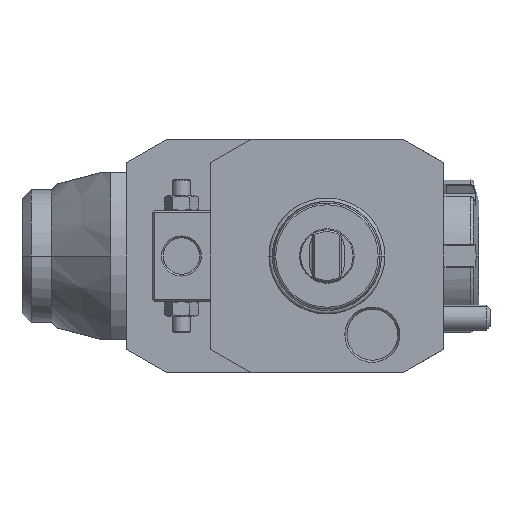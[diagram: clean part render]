
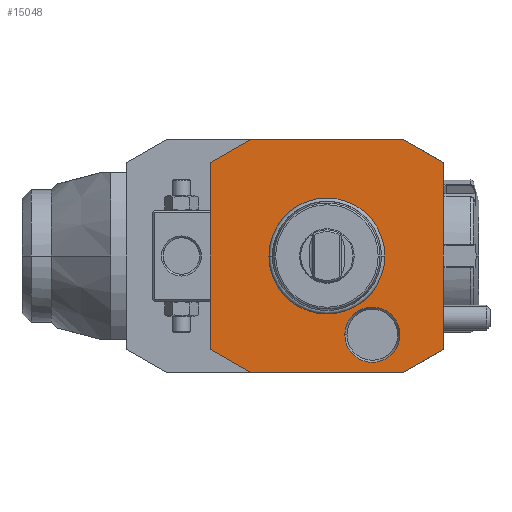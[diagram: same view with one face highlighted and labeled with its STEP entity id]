
A CAD part, front view. The second image highlights one B-rep face of the part: STEP entity #15048.
In plain terms, the highlighted planar face has unit normal (0, -1, 0).
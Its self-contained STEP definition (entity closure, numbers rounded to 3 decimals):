
#4677=DIRECTION('',(0.866,0.,0.5));
#4678=VECTOR('',#4677,12.702);
#4679=CARTESIAN_POINT('',(44.,-41.,-32.));
#4680=LINE('',#4679,#4678);
#4681=DIRECTION('',(1.,0.,0.));
#4682=VECTOR('',#4681,42.);
#4683=CARTESIAN_POINT('',(2.,-41.,-32.));
#4684=LINE('',#4683,#4682);
#4685=DIRECTION('',(0.866,0.,-0.5));
#4686=VECTOR('',#4685,12.702);
#4687=CARTESIAN_POINT('',(-9.,-41.,-25.649));
#4688=LINE('',#4687,#4686);
#4689=DIRECTION('',(0.,0.,-1.));
#4690=VECTOR('',#4689,51.298);
#4691=CARTESIAN_POINT('',(-9.,-41.,25.649));
#4692=LINE('',#4691,#4690);
#4693=DIRECTION('',(-0.866,0.,-0.5));
#4694=VECTOR('',#4693,12.702);
#4695=CARTESIAN_POINT('',(2.,-41.,32.));
#4696=LINE('',#4695,#4694);
#4697=DIRECTION('',(-1.,0.,0.));
#4698=VECTOR('',#4697,42.);
#4699=CARTESIAN_POINT('',(44.,-41.,32.));
#4700=LINE('',#4699,#4698);
#4701=DIRECTION('',(-0.866,0.,0.5));
#4702=VECTOR('',#4701,12.702);
#4703=CARTESIAN_POINT('',(55.,-41.,25.649));
#4704=LINE('',#4703,#4702);
#4705=DIRECTION('',(0.,0.,1.));
#4706=VECTOR('',#4705,51.298);
#4707=CARTESIAN_POINT('',(55.,-41.,-25.649));
#4708=LINE('',#4707,#4706);
#4709=CARTESIAN_POINT('',(35.5,-41.,-21.651));
#4710=DIRECTION('',(0.,1.,0.));
#4711=DIRECTION('',(-1.,0.,0.));
#4712=AXIS2_PLACEMENT_3D('',#4709,#4710,#4711);
#4714=CARTESIAN_POINT('',(35.5,-41.,-21.651));
#4715=DIRECTION('',(0.,1.,0.));
#4716=DIRECTION('',(1.,0.,0.));
#4717=AXIS2_PLACEMENT_3D('',#4714,#4715,#4716);
#6983=CARTESIAN_POINT('',(23.,-41.,0.));
#6984=DIRECTION('',(0.,-1.,0.));
#6985=DIRECTION('',(1.,0.,0.));
#6986=AXIS2_PLACEMENT_3D('',#6983,#6984,#6985);
#6988=CARTESIAN_POINT('',(23.,-41.,0.));
#6989=DIRECTION('',(0.,-1.,0.));
#6990=DIRECTION('',(-1.,0.,0.));
#6991=AXIS2_PLACEMENT_3D('',#6988,#6989,#6990);
#8976=CARTESIAN_POINT('',(27.923,-41.,-21.651));
#8977=CARTESIAN_POINT('',(43.077,-41.,-21.651));
#8978=VERTEX_POINT('',#8976);
#8979=VERTEX_POINT('',#8977);
#9315=CARTESIAN_POINT('',(44.,-41.,-32.));
#9316=CARTESIAN_POINT('',(55.,-41.,-25.649));
#9317=VERTEX_POINT('',#9315);
#9318=VERTEX_POINT('',#9316);
#9319=CARTESIAN_POINT('',(55.,-41.,25.649));
#9320=VERTEX_POINT('',#9319);
#9321=CARTESIAN_POINT('',(44.,-41.,32.));
#9322=VERTEX_POINT('',#9321);
#9323=CARTESIAN_POINT('',(2.,-41.,32.));
#9324=VERTEX_POINT('',#9323);
#9325=CARTESIAN_POINT('',(-9.,-41.,25.649));
#9326=VERTEX_POINT('',#9325);
#9327=CARTESIAN_POINT('',(-9.,-41.,-25.649));
#9328=VERTEX_POINT('',#9327);
#9329=CARTESIAN_POINT('',(2.,-41.,-32.));
#9330=VERTEX_POINT('',#9329);
#9475=CARTESIAN_POINT('',(38.783,-41.,0.));
#9476=CARTESIAN_POINT('',(7.217,-41.,0.));
#9477=VERTEX_POINT('',#9475);
#9478=VERTEX_POINT('',#9476);
#15019=CARTESIAN_POINT('',(23.,-41.,0.));
#15020=DIRECTION('',(0.,-1.,0.));
#15021=DIRECTION('',(-1.,0.,0.));
#15022=AXIS2_PLACEMENT_3D('',#15019,#15020,#15021);
#15023=PLANE('',#15022);
#15024=ORIENTED_EDGE('',*,*,#9695,.F.);
#15025=ORIENTED_EDGE('',*,*,#9713,.F.);
#15026=ORIENTED_EDGE('',*,*,#9740,.F.);
#15028=ORIENTED_EDGE('',*,*,#15027,.F.);
#15029=ORIENTED_EDGE('',*,*,#15011,.F.);
#15030=ORIENTED_EDGE('',*,*,#9603,.F.);
#15031=ORIENTED_EDGE('',*,*,#9632,.F.);
#15033=ORIENTED_EDGE('',*,*,#15032,.F.);
#15034=EDGE_LOOP('',(#15024,#15025,#15026,#15028,#15029,#15030,#15031,#15033));
#15035=FACE_OUTER_BOUND('',#15034,.F.);
#15037=ORIENTED_EDGE('',*,*,#15036,.T.);
#15039=ORIENTED_EDGE('',*,*,#15038,.T.);
#15040=EDGE_LOOP('',(#15037,#15039));
#15041=FACE_BOUND('',#15040,.F.);
#15043=ORIENTED_EDGE('',*,*,#15042,.F.);
#15045=ORIENTED_EDGE('',*,*,#15044,.F.);
#15046=EDGE_LOOP('',(#15043,#15045));
#15047=FACE_BOUND('',#15046,.F.);
#4713=CIRCLE('',#4712,7.577);
#4718=CIRCLE('',#4717,7.577);
#6987=CIRCLE('',#6986,15.783);
#6992=CIRCLE('',#6991,15.783);
#9603=EDGE_CURVE('',#9322,#9324,#4700,.T.);
#9632=EDGE_CURVE('',#9320,#9322,#4704,.T.);
#9695=EDGE_CURVE('',#9317,#9318,#4680,.T.);
#9713=EDGE_CURVE('',#9330,#9317,#4684,.T.);
#9740=EDGE_CURVE('',#9328,#9330,#4688,.T.);
#15011=EDGE_CURVE('',#9324,#9326,#4696,.T.);
#15027=EDGE_CURVE('',#9326,#9328,#4692,.T.);
#15032=EDGE_CURVE('',#9318,#9320,#4708,.T.);
#15036=EDGE_CURVE('',#9477,#9478,#6987,.T.);
#15038=EDGE_CURVE('',#9478,#9477,#6992,.T.);
#15042=EDGE_CURVE('',#8978,#8979,#4713,.T.);
#15044=EDGE_CURVE('',#8979,#8978,#4718,.T.);
#15048=ADVANCED_FACE('',(#15035,#15041,#15047),#15023,.T.);
